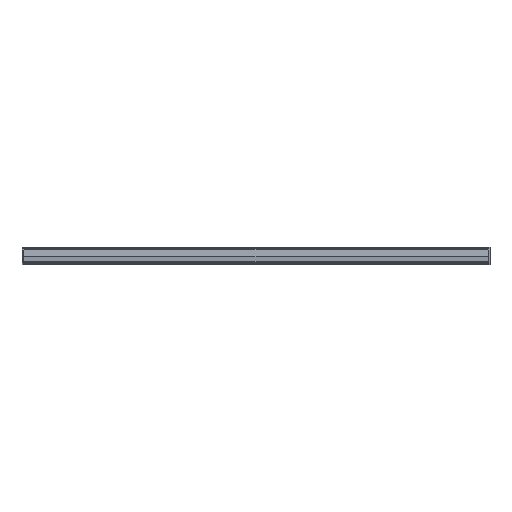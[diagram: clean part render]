
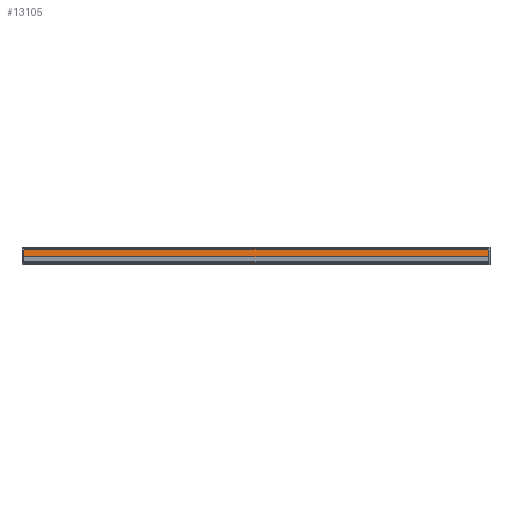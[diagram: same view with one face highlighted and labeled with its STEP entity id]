
A CAD part, top view. The second image highlights one B-rep face of the part: STEP entity #13105.
In plain terms, the highlighted face is planar.
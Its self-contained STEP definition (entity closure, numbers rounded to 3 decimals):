
#7111=DIRECTION('',(1.,0.,0.));
#7112=VECTOR('',#7111,900.);
#7113=CARTESIAN_POINT('',(-450.,-1.065,-12.174));
#7114=LINE('',#7113,#7112);
#7150=DIRECTION('',(0.,-0.087,-0.996));
#7151=VECTOR('',#7150,22.609);
#7152=CARTESIAN_POINT('',(-450.,0.905,10.349));
#7153=LINE('',#7152,#7151);
#7158=DIRECTION('',(1.,0.,0.));
#7159=VECTOR('',#7158,900.);
#7160=CARTESIAN_POINT('',(-450.,0.905,10.349));
#7161=LINE('',#7160,#7159);
#7184=DIRECTION('',(0.,-0.087,-0.996));
#7185=VECTOR('',#7184,22.609);
#7186=CARTESIAN_POINT('',(450.,0.905,10.349));
#7187=LINE('',#7186,#7185);
#10402=CARTESIAN_POINT('',(-450.,-1.065,-12.174));
#10403=CARTESIAN_POINT('',(450.,-1.065,-12.174));
#10404=VERTEX_POINT('',#10402);
#10405=VERTEX_POINT('',#10403);
#10406=CARTESIAN_POINT('',(-450.,0.905,10.349));
#10407=CARTESIAN_POINT('',(450.,0.905,10.349));
#10408=VERTEX_POINT('',#10406);
#10409=VERTEX_POINT('',#10407);
#13093=CARTESIAN_POINT('',(-450.,1.225,14.));
#13094=DIRECTION('',(0.,-0.996,0.087));
#13095=DIRECTION('',(0.,-0.087,-0.996));
#13096=AXIS2_PLACEMENT_3D('',#13093,#13094,#13095);
#13097=PLANE('',#13096);
#13098=ORIENTED_EDGE('',*,*,#13058,.F.);
#13099=ORIENTED_EDGE('',*,*,#13083,.T.);
#13101=ORIENTED_EDGE('',*,*,#13100,.T.);
#13102=ORIENTED_EDGE('',*,*,#13001,.F.);
#13103=EDGE_LOOP('',(#13098,#13099,#13101,#13102));
#13104=FACE_OUTER_BOUND('',#13103,.F.);
#13105=ADVANCED_FACE('',(#13104),#13097,.T.);
#13001=EDGE_CURVE('',#10404,#10405,#7114,.T.);
#13058=EDGE_CURVE('',#10408,#10404,#7153,.T.);
#13083=EDGE_CURVE('',#10408,#10409,#7161,.T.);
#13100=EDGE_CURVE('',#10409,#10405,#7187,.T.);
